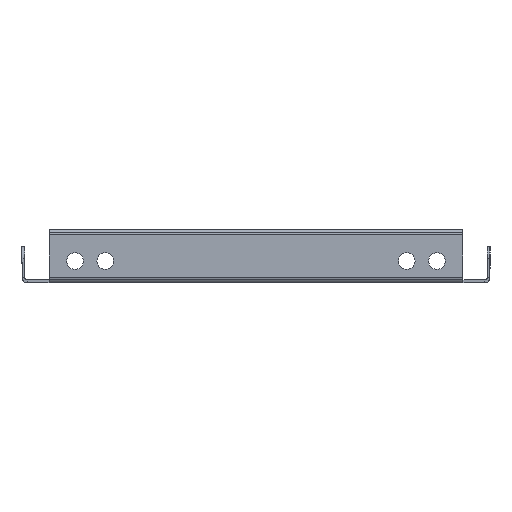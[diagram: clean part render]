
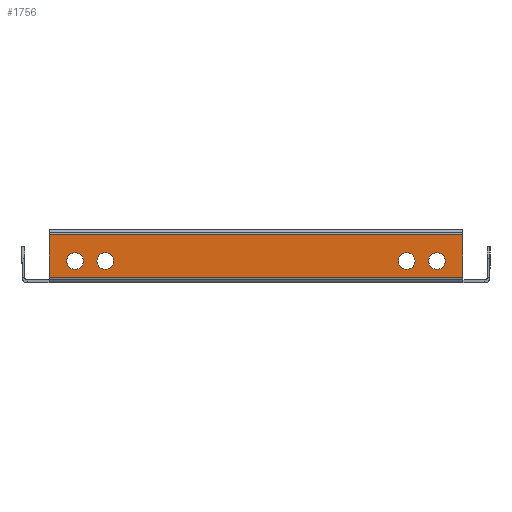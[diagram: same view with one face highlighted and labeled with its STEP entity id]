
A CAD part, left-side view. The second image highlights one B-rep face of the part: STEP entity #1756.
In plain terms, the highlighted planar face has unit normal (-1, 0, 0).
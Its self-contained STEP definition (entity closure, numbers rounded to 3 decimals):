
#95 = EDGE_CURVE ( 'NONE', #2294, #1253, #2118, .T. ) ;
#269 = CARTESIAN_POINT ( 'NONE',  ( -321.7, -85.8, 1. ) ) ;
#273 = ORIENTED_EDGE ( 'NONE', *, *, #1998, .T. ) ;
#336 = CIRCLE ( 'NONE', #4105, 3.45 ) ;
#341 = DIRECTION ( 'NONE',  ( 0., 0., 1. ) ) ;
#356 = CARTESIAN_POINT ( 'NONE',  ( -321.7, 0., 0. ) ) ;
#379 = VERTEX_POINT ( 'NONE', #4871 ) ;
#399 = CIRCLE ( 'NONE', #1606, 3.45 ) ;
#405 = ORIENTED_EDGE ( 'NONE', *, *, #95, .T. ) ;
#451 = ORIENTED_EDGE ( 'NONE', *, *, #3587, .T. ) ;
#477 = DIRECTION ( 'NONE',  ( 0., 0., -1. ) ) ;
#534 = ORIENTED_EDGE ( 'NONE', *, *, #3910, .T. ) ;
#543 = CARTESIAN_POINT ( 'NONE',  ( -321.7, 75., 7.8 ) ) ;
#593 = CARTESIAN_POINT ( 'NONE',  ( -321.7, 62.5, 7.8 ) ) ;
#606 = DIRECTION ( 'NONE',  ( 1., 0., 0. ) ) ;
#630 = DIRECTION ( 'NONE',  ( 0., 0., -1. ) ) ;
#631 = CIRCLE ( 'NONE', #1824, 3.45 ) ;
#650 = EDGE_LOOP ( 'NONE', ( #4495, #3402 ) ) ;
#715 = EDGE_CURVE ( 'NONE', #3629, #4752, #4000, .T. ) ;
#717 = VERTEX_POINT ( 'NONE', #1531 ) ;
#725 = ORIENTED_EDGE ( 'NONE', *, *, #2082, .T. ) ;
#788 = CARTESIAN_POINT ( 'NONE',  ( -321.7, 85.8, 0. ) ) ;
#816 = DIRECTION ( 'NONE',  ( 0., 0., -1. ) ) ;
#833 = FACE_BOUND ( 'NONE', #650, .T. ) ;
#977 = DIRECTION ( 'NONE',  ( 1., 0., 0. ) ) ;
#1004 = EDGE_CURVE ( 'NONE', #717, #2442, #399, .T. ) ;
#1038 = VERTEX_POINT ( 'NONE', #1804 ) ;
#1040 = AXIS2_PLACEMENT_3D ( 'NONE', #356, #3439, #1859 ) ;
#1047 = VECTOR ( 'NONE', #3623, 1000. ) ;
#1092 = EDGE_CURVE ( 'NONE', #379, #3543, #3643, .T. ) ;
#1133 = CARTESIAN_POINT ( 'NONE',  ( -321.7, -62.5, 11.25 ) ) ;
#1198 = DIRECTION ( 'NONE',  ( 0., 0., -1. ) ) ;
#1253 = VERTEX_POINT ( 'NONE', #1133 ) ;
#1385 = EDGE_CURVE ( 'NONE', #1253, #2294, #4419, .T. ) ;
#1386 = ORIENTED_EDGE ( 'NONE', *, *, #2847, .T. ) ;
#1531 = CARTESIAN_POINT ( 'NONE',  ( -321.7, 75., 11.25 ) ) ;
#1539 = AXIS2_PLACEMENT_3D ( 'NONE', #543, #3222, #4333 ) ;
#1606 = AXIS2_PLACEMENT_3D ( 'NONE', #4046, #977, #630 ) ;
#1626 = DIRECTION ( 'NONE',  ( 1., 0., 0. ) ) ;
#1654 = DIRECTION ( 'NONE',  ( 1., 0., 0. ) ) ;
#1756 = ADVANCED_FACE ( 'NONE', ( #1987, #1858, #833, #2764, #4697 ), #4565, .T. ) ;
#1804 = CARTESIAN_POINT ( 'NONE',  ( -321.7, 85.8, 18.8 ) ) ;
#1824 = AXIS2_PLACEMENT_3D ( 'NONE', #2829, #1654, #2037 ) ;
#1858 = FACE_BOUND ( 'NONE', #4071, .T. ) ;
#1859 = DIRECTION ( 'NONE',  ( 0., 0., 1. ) ) ;
#1950 = DIRECTION ( 'NONE',  ( 0., 0., -1. ) ) ;
#1980 = VECTOR ( 'NONE', #1198, 1000. ) ;
#1987 = FACE_BOUND ( 'NONE', #4319, .T. ) ;
#1998 = EDGE_CURVE ( 'NONE', #2999, #2917, #631, .T. ) ;
#2037 = DIRECTION ( 'NONE',  ( 0., 0., -1. ) ) ;
#2039 = CARTESIAN_POINT ( 'NONE',  ( -321.7, 75., 4.35 ) ) ;
#2070 = LINE ( 'NONE', #2585, #3788 ) ;
#2082 = EDGE_CURVE ( 'NONE', #3578, #1038, #3110, .T. ) ;
#2118 = CIRCLE ( 'NONE', #2880, 3.45 ) ;
#2164 = AXIS2_PLACEMENT_3D ( 'NONE', #593, #606, #3676 ) ;
#2274 = DIRECTION ( 'NONE',  ( 0., -1., 0. ) ) ;
#2294 = VERTEX_POINT ( 'NONE', #2760 ) ;
#2442 = VERTEX_POINT ( 'NONE', #2039 ) ;
#2461 = ORIENTED_EDGE ( 'NONE', *, *, #4362, .T. ) ;
#2585 = CARTESIAN_POINT ( 'NONE',  ( -321.7, -85.8, 0. ) ) ;
#2589 = EDGE_CURVE ( 'NONE', #4752, #3629, #4732, .T. ) ;
#2659 = EDGE_LOOP ( 'NONE', ( #1386, #273 ) ) ;
#2712 = DIRECTION ( 'NONE',  ( 0., 0., -1. ) ) ;
#2719 = DIRECTION ( 'NONE',  ( 1., 0., 0. ) ) ;
#2760 = CARTESIAN_POINT ( 'NONE',  ( -321.7, -62.5, 4.35 ) ) ;
#2763 = AXIS2_PLACEMENT_3D ( 'NONE', #2782, #1626, #477 ) ;
#2764 = FACE_BOUND ( 'NONE', #2659, .T. ) ;
#2782 = CARTESIAN_POINT ( 'NONE',  ( -321.7, -62.5, 7.8 ) ) ;
#2829 = CARTESIAN_POINT ( 'NONE',  ( -321.7, -75., 7.8 ) ) ;
#2847 = EDGE_CURVE ( 'NONE', #2917, #2999, #336, .T. ) ;
#2880 = AXIS2_PLACEMENT_3D ( 'NONE', #4620, #3151, #816 ) ;
#2915 = CARTESIAN_POINT ( 'NONE',  ( -321.7, -85.8, 18.8 ) ) ;
#2917 = VERTEX_POINT ( 'NONE', #3147 ) ;
#2923 = VECTOR ( 'NONE', #2274, 1000. ) ;
#2999 = VERTEX_POINT ( 'NONE', #4417 ) ;
#3020 = ORIENTED_EDGE ( 'NONE', *, *, #1385, .T. ) ;
#3090 = CARTESIAN_POINT ( 'NONE',  ( -321.7, 62.5, 7.8 ) ) ;
#3110 = LINE ( 'NONE', #4782, #1047 ) ;
#3128 = CARTESIAN_POINT ( 'NONE',  ( -321.7, 62.5, 4.35 ) ) ;
#3147 = CARTESIAN_POINT ( 'NONE',  ( -321.7, -75., 4.35 ) ) ;
#3151 = DIRECTION ( 'NONE',  ( 1., 0., 0. ) ) ;
#3222 = DIRECTION ( 'NONE',  ( 1., 0., 0. ) ) ;
#3247 = AXIS2_PLACEMENT_3D ( 'NONE', #3090, #4158, #2712 ) ;
#3402 = ORIENTED_EDGE ( 'NONE', *, *, #715, .T. ) ;
#3439 = DIRECTION ( 'NONE',  ( -1., 0., 0. ) ) ;
#3442 = CARTESIAN_POINT ( 'NONE',  ( -321.7, 62.5, 11.25 ) ) ;
#3543 = VERTEX_POINT ( 'NONE', #269 ) ;
#3578 = VERTEX_POINT ( 'NONE', #2915 ) ;
#3587 = EDGE_CURVE ( 'NONE', #3543, #3578, #2070, .T. ) ;
#3623 = DIRECTION ( 'NONE',  ( 0., 1., 0. ) ) ;
#3629 = VERTEX_POINT ( 'NONE', #3442 ) ;
#3643 = LINE ( 'NONE', #3756, #2923 ) ;
#3676 = DIRECTION ( 'NONE',  ( 0., 0., -1. ) ) ;
#3677 = EDGE_LOOP ( 'NONE', ( #534, #4255, #451, #725 ) ) ;
#3686 = LINE ( 'NONE', #788, #1980 ) ;
#3756 = CARTESIAN_POINT ( 'NONE',  ( -321.7, 0., 1. ) ) ;
#3788 = VECTOR ( 'NONE', #341, 1000. ) ;
#3910 = EDGE_CURVE ( 'NONE', #1038, #379, #3686, .T. ) ;
#4000 = CIRCLE ( 'NONE', #3247, 3.45 ) ;
#4046 = CARTESIAN_POINT ( 'NONE',  ( -321.7, 75., 7.8 ) ) ;
#4071 = EDGE_LOOP ( 'NONE', ( #405, #3020 ) ) ;
#4105 = AXIS2_PLACEMENT_3D ( 'NONE', #4962, #2719, #1950 ) ;
#4158 = DIRECTION ( 'NONE',  ( 1., 0., 0. ) ) ;
#4164 = ORIENTED_EDGE ( 'NONE', *, *, #1004, .T. ) ;
#4255 = ORIENTED_EDGE ( 'NONE', *, *, #1092, .T. ) ;
#4319 = EDGE_LOOP ( 'NONE', ( #2461, #4164 ) ) ;
#4333 = DIRECTION ( 'NONE',  ( 0., 0., -1. ) ) ;
#4362 = EDGE_CURVE ( 'NONE', #2442, #717, #4645, .T. ) ;
#4417 = CARTESIAN_POINT ( 'NONE',  ( -321.7, -75., 11.25 ) ) ;
#4419 = CIRCLE ( 'NONE', #2763, 3.45 ) ;
#4495 = ORIENTED_EDGE ( 'NONE', *, *, #2589, .T. ) ;
#4565 = PLANE ( 'NONE',  #1040 ) ;
#4620 = CARTESIAN_POINT ( 'NONE',  ( -321.7, -62.5, 7.8 ) ) ;
#4645 = CIRCLE ( 'NONE', #1539, 3.45 ) ;
#4697 = FACE_OUTER_BOUND ( 'NONE', #3677, .T. ) ;
#4732 = CIRCLE ( 'NONE', #2164, 3.45 ) ;
#4752 = VERTEX_POINT ( 'NONE', #3128 ) ;
#4782 = CARTESIAN_POINT ( 'NONE',  ( -321.7, 0., 18.8 ) ) ;
#4871 = CARTESIAN_POINT ( 'NONE',  ( -321.7, 85.8, 1. ) ) ;
#4962 = CARTESIAN_POINT ( 'NONE',  ( -321.7, -75., 7.8 ) ) ;
